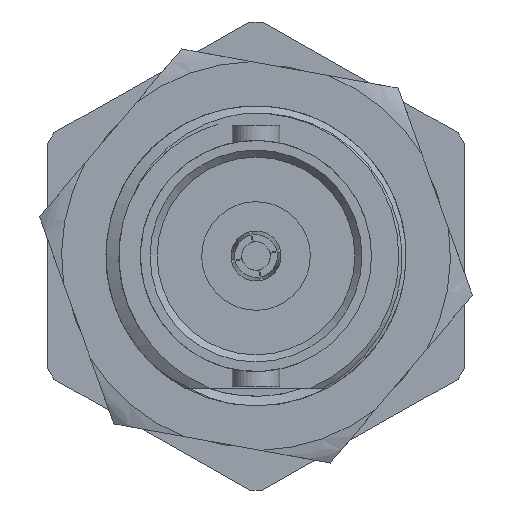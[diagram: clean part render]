
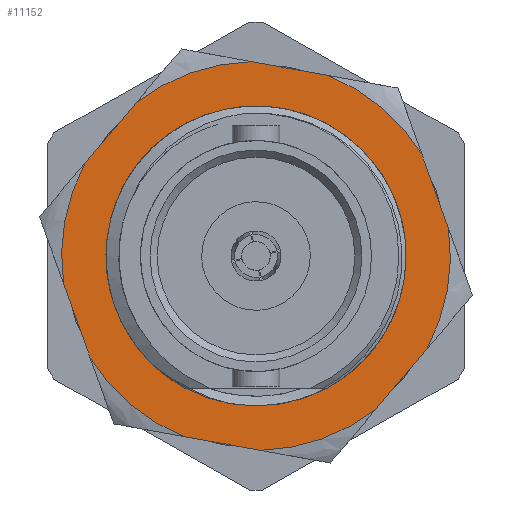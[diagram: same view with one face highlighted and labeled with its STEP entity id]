
A CAD part, front view. The second image highlights one B-rep face of the part: STEP entity #11152.
In plain terms, the highlighted planar face has unit normal (0, -1, 0).
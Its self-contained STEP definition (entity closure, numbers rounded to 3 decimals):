
#284=B_SPLINE_CURVE_WITH_KNOTS('',3,(#18009,#18010,#18011,#18012),
 .UNSPECIFIED.,.F.,.F.,(4,4),(0.,0.003),
 .UNSPECIFIED.);
#285=B_SPLINE_CURVE_WITH_KNOTS('',3,(#18016,#18017,#18018,#18019),
 .UNSPECIFIED.,.F.,.F.,(4,4),(0.007,0.01),
 .UNSPECIFIED.);
#286=B_SPLINE_CURVE_WITH_KNOTS('',3,(#18020,#18021,#18022,#18023),
 .UNSPECIFIED.,.F.,.F.,(4,4),(0.,0.003),
 .UNSPECIFIED.);
#287=B_SPLINE_CURVE_WITH_KNOTS('',3,(#18027,#18028,#18029,#18030),
 .UNSPECIFIED.,.F.,.F.,(4,4),(0.008,0.011),
 .UNSPECIFIED.);
#709=LINE('',#16330,#1144);
#711=LINE('',#16346,#1146);
#713=LINE('',#16362,#1148);
#715=LINE('',#16378,#1150);
#717=LINE('',#16394,#1152);
#719=LINE('',#16410,#1154);
#1144=VECTOR('',#13586,1000.);
#1146=VECTOR('',#13594,1000.);
#1148=VECTOR('',#13602,1000.);
#1150=VECTOR('',#13610,1000.);
#1152=VECTOR('',#13618,1000.);
#1154=VECTOR('',#13626,1000.);
#1499=PLANE('',#12000);
#3547=ORIENTED_EDGE('',*,*,#4831,.T.);
#3548=ORIENTED_EDGE('',*,*,#4829,.T.);
#3549=ORIENTED_EDGE('',*,*,#4826,.T.);
#3550=ORIENTED_EDGE('',*,*,#4824,.T.);
#3551=ORIENTED_EDGE('',*,*,#4821,.T.);
#3552=ORIENTED_EDGE('',*,*,#4819,.T.);
#3553=ORIENTED_EDGE('',*,*,#4816,.T.);
#3554=ORIENTED_EDGE('',*,*,#4814,.T.);
#3555=ORIENTED_EDGE('',*,*,#4811,.T.);
#3556=ORIENTED_EDGE('',*,*,#4809,.T.);
#3557=ORIENTED_EDGE('',*,*,#4806,.T.);
#3558=ORIENTED_EDGE('',*,*,#4803,.T.);
#3559=ORIENTED_EDGE('',*,*,#5019,.F.);
#3560=ORIENTED_EDGE('',*,*,#5020,.T.);
#3561=ORIENTED_EDGE('',*,*,#5021,.T.);
#3562=ORIENTED_EDGE('',*,*,#5022,.T.);
#3563=ORIENTED_EDGE('',*,*,#5018,.T.);
#3564=ORIENTED_EDGE('',*,*,#5023,.T.);
#3565=ORIENTED_EDGE('',*,*,#5024,.T.);
#3566=ORIENTED_EDGE('',*,*,#5025,.T.);
#4803=EDGE_CURVE('',#5752,#5750,#6355,.F.);
#4806=EDGE_CURVE('',#5753,#5752,#709,.T.);
#4809=EDGE_CURVE('',#5755,#5753,#6356,.F.);
#4811=EDGE_CURVE('',#5756,#5755,#711,.T.);
#4814=EDGE_CURVE('',#5758,#5756,#6357,.F.);
#4816=EDGE_CURVE('',#5759,#5758,#713,.T.);
#4819=EDGE_CURVE('',#5761,#5759,#6358,.F.);
#4821=EDGE_CURVE('',#5762,#5761,#715,.T.);
#4824=EDGE_CURVE('',#5764,#5762,#6359,.F.);
#4826=EDGE_CURVE('',#5765,#5764,#717,.T.);
#4829=EDGE_CURVE('',#5767,#5765,#6360,.F.);
#4831=EDGE_CURVE('',#5750,#5767,#719,.T.);
#5018=EDGE_CURVE('',#5870,#5871,#6405,.T.);
#5019=EDGE_CURVE('',#5872,#5873,#6406,.F.);
#5020=EDGE_CURVE('',#5872,#5874,#284,.T.);
#5021=EDGE_CURVE('',#5874,#5875,#6407,.T.);
#5022=EDGE_CURVE('',#5875,#5870,#285,.T.);
#5023=EDGE_CURVE('',#5871,#5876,#286,.T.);
#5024=EDGE_CURVE('',#5876,#5877,#6408,.T.);
#5025=EDGE_CURVE('',#5877,#5873,#287,.T.);
#5750=VERTEX_POINT('',#16320);
#5752=VERTEX_POINT('',#16323);
#5753=VERTEX_POINT('',#16331);
#5755=VERTEX_POINT('',#16340);
#5756=VERTEX_POINT('',#16347);
#5758=VERTEX_POINT('',#16356);
#5759=VERTEX_POINT('',#16363);
#5761=VERTEX_POINT('',#16372);
#5762=VERTEX_POINT('',#16379);
#5764=VERTEX_POINT('',#16388);
#5765=VERTEX_POINT('',#16395);
#5767=VERTEX_POINT('',#16404);
#5870=VERTEX_POINT('',#17929);
#5871=VERTEX_POINT('',#18003);
#5872=VERTEX_POINT('',#18007);
#5873=VERTEX_POINT('',#18008);
#5874=VERTEX_POINT('',#18013);
#5875=VERTEX_POINT('',#18015);
#5876=VERTEX_POINT('',#18024);
#5877=VERTEX_POINT('',#18026);
#6355=CIRCLE('',#11852,8.166);
#6356=CIRCLE('',#11855,8.166);
#6357=CIRCLE('',#11858,8.166);
#6358=CIRCLE('',#11861,8.166);
#6359=CIRCLE('',#11864,8.166);
#6360=CIRCLE('',#11867,8.166);
#6405=CIRCLE('',#11999,6.298);
#6406=CIRCLE('',#12001,6.3);
#6407=CIRCLE('',#12002,6.2);
#6408=CIRCLE('',#12003,6.2);
#6910=EDGE_LOOP('',(#3547,#3548,#3549,#3550,#3551,#3552,#3553,#3554,#3555,
#3556,#3557,#3558));
#6911=EDGE_LOOP('',(#3559,#3560,#3561,#3562,#3563,#3564,#3565,#3566));
#7475=FACE_BOUND('',#6910,.T.);
#7476=FACE_BOUND('',#6911,.T.);
#11152=ADVANCED_FACE('',(#7475,#7476),#1499,.F.);
#11852=AXIS2_PLACEMENT_3D('',#16322,#13581,#13582);
#11855=AXIS2_PLACEMENT_3D('',#16339,#13590,#13591);
#11858=AXIS2_PLACEMENT_3D('',#16355,#13598,#13599);
#11861=AXIS2_PLACEMENT_3D('',#16371,#13606,#13607);
#11864=AXIS2_PLACEMENT_3D('',#16387,#13614,#13615);
#11867=AXIS2_PLACEMENT_3D('',#16403,#13622,#13623);
#11999=AXIS2_PLACEMENT_3D('',#18004,#14013,#14014);
#12000=AXIS2_PLACEMENT_3D('',#18005,#14015,#14016);
#12001=AXIS2_PLACEMENT_3D('',#18006,#14017,#14018);
#12002=AXIS2_PLACEMENT_3D('',#18014,#14019,#14020);
#12003=AXIS2_PLACEMENT_3D('',#18025,#14021,#14022);
#13581=DIRECTION('',(0.,1.,0.));
#13582=DIRECTION('',(-0.178,0.,-0.984));
#13586=DIRECTION('',(0.338,0.,-0.941));
#13590=DIRECTION('',(0.,1.,0.));
#13591=DIRECTION('',(-0.178,0.,-0.984));
#13594=DIRECTION('',(-0.646,0.,-0.763));
#13598=DIRECTION('',(0.,1.,0.));
#13599=DIRECTION('',(-0.178,0.,-0.984));
#13602=DIRECTION('',(-0.984,0.,0.178));
#13606=DIRECTION('',(0.,1.,0.));
#13607=DIRECTION('',(-0.178,0.,-0.984));
#13610=DIRECTION('',(-0.338,0.,0.941));
#13614=DIRECTION('',(0.,1.,0.));
#13615=DIRECTION('',(-0.178,0.,-0.984));
#13618=DIRECTION('',(0.646,0.,0.763));
#13622=DIRECTION('',(0.,1.,0.));
#13623=DIRECTION('',(-0.178,0.,-0.984));
#13626=DIRECTION('',(0.984,0.,-0.178));
#14013=DIRECTION('',(0.,1.,0.));
#14014=DIRECTION('',(-0.178,0.,-0.984));
#14015=DIRECTION('',(0.,1.,0.));
#14016=DIRECTION('',(-0.178,0.,-0.984));
#14017=DIRECTION('',(0.,1.,0.));
#14018=DIRECTION('',(0.,0.,1.));
#14019=DIRECTION('',(0.,1.,0.));
#14020=DIRECTION('',(-0.178,0.,-0.984));
#14021=DIRECTION('',(0.,1.,0.));
#14022=DIRECTION('',(-0.178,0.,-0.984));
#16320=CARTESIAN_POINT('',(-3.036,14.7,-7.581));
#16322=CARTESIAN_POINT('',(0.,14.7,0.));
#16323=CARTESIAN_POINT('',(-6.977,14.7,-4.242));
#16330=CARTESIAN_POINT('',(-9.09,14.7,1.645));
#16331=CARTESIAN_POINT('',(-8.083,14.7,-1.161));
#16339=CARTESIAN_POINT('',(0.,14.7,0.));
#16340=CARTESIAN_POINT('',(-7.163,14.7,3.921));
#16346=CARTESIAN_POINT('',(-3.12,14.7,8.695));
#16347=CARTESIAN_POINT('',(-5.047,14.7,6.419));
#16355=CARTESIAN_POINT('',(0.,14.7,0.));
#16356=CARTESIAN_POINT('',(-0.185,14.7,8.164));
#16362=CARTESIAN_POINT('',(5.97,14.7,7.049));
#16363=CARTESIAN_POINT('',(3.036,14.7,7.581));
#16371=CARTESIAN_POINT('',(0.,14.7,0.));
#16372=CARTESIAN_POINT('',(6.977,14.7,4.242));
#16378=CARTESIAN_POINT('',(9.09,14.7,-1.645));
#16379=CARTESIAN_POINT('',(8.083,14.7,1.161));
#16387=CARTESIAN_POINT('',(0.,14.7,0.));
#16388=CARTESIAN_POINT('',(7.163,14.7,-3.921));
#16394=CARTESIAN_POINT('',(3.12,14.7,-8.695));
#16395=CARTESIAN_POINT('',(5.047,14.7,-6.419));
#16403=CARTESIAN_POINT('',(0.,14.7,0.));
#16404=CARTESIAN_POINT('',(0.185,14.7,-8.164));
#16410=CARTESIAN_POINT('',(-5.97,14.7,-7.049));
#17929=CARTESIAN_POINT('',(6.16,14.7,-1.309));
#18003=CARTESIAN_POINT('',(-1.122,14.7,-6.197));
#18004=CARTESIAN_POINT('',(0.,14.7,0.));
#18005=CARTESIAN_POINT('',(0.,14.7,0.));
#18006=CARTESIAN_POINT('',(0.,14.7,0.));
#18007=CARTESIAN_POINT('',(-4.519,14.7,4.389));
#18008=CARTESIAN_POINT('',(-5.572,14.7,2.941));
#18009=CARTESIAN_POINT('',(-4.519,14.7,4.389));
#18010=CARTESIAN_POINT('',(-3.832,14.7,5.049));
#18011=CARTESIAN_POINT('',(-3.003,14.7,5.543));
#18012=CARTESIAN_POINT('',(-2.106,14.7,5.831));
#18013=CARTESIAN_POINT('',(-2.106,14.7,5.831));
#18014=CARTESIAN_POINT('',(0.,14.7,0.));
#18015=CARTESIAN_POINT('',(6.107,14.7,1.07));
#18016=CARTESIAN_POINT('',(6.107,14.7,1.07));
#18017=CARTESIAN_POINT('',(6.275,14.7,0.295));
#18018=CARTESIAN_POINT('',(6.294,14.7,-0.518));
#18019=CARTESIAN_POINT('',(6.16,14.7,-1.309));
#18020=CARTESIAN_POINT('',(-1.122,14.7,-6.197));
#18021=CARTESIAN_POINT('',(-1.94,14.7,-6.018));
#18022=CARTESIAN_POINT('',(-2.714,14.7,-5.674));
#18023=CARTESIAN_POINT('',(-3.387,14.7,-5.193));
#18024=CARTESIAN_POINT('',(-3.387,14.7,-5.193));
#18025=CARTESIAN_POINT('',(0.,14.7,0.));
#18026=CARTESIAN_POINT('',(-6.197,14.7,0.199));
#18027=CARTESIAN_POINT('',(-6.197,14.7,0.199));
#18028=CARTESIAN_POINT('',(-6.2,14.7,1.139));
#18029=CARTESIAN_POINT('',(-5.987,14.7,2.083));
#18030=CARTESIAN_POINT('',(-5.572,14.7,2.941));
